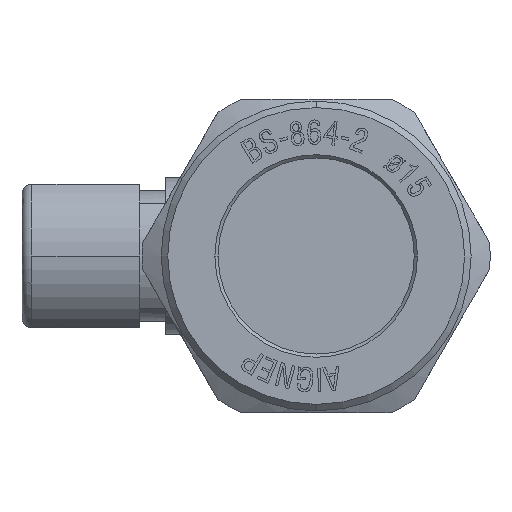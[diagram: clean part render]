
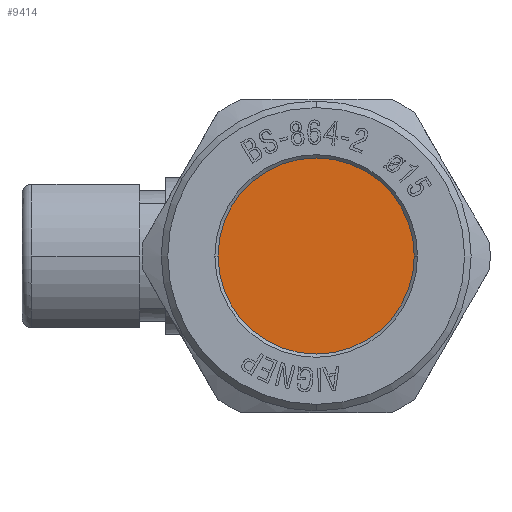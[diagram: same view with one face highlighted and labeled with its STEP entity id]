
A CAD part, left-side view. The second image highlights one B-rep face of the part: STEP entity #9414.
In plain terms, the highlighted planar face has unit normal (-1, 0, 0).
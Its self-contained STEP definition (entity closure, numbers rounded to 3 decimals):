
#1228 = EDGE_CURVE ( 'NONE', #58655, #58653, #27991, .T. ) ;
#9414 = ADVANCED_FACE ( 'NONE', ( #38131 ), #13404, .T. ) ;
#13404 = PLANE ( 'NONE',  #17410 ) ;
#13405 = CARTESIAN_POINT ( 'NONE',  ( -26.726, 0., 0. ) ) ;
#13410 = DIRECTION ( 'NONE',  ( -1., 0., 0. ) ) ;
#13411 = DIRECTION ( 'NONE',  ( 0., 0., 1. ) ) ;
#13943 = EDGE_CURVE ( 'NONE', #58653, #58655, #39477, .T. ) ;
#15867 = CARTESIAN_POINT ( 'NONE',  ( -26.726, 0., 0. ) ) ;
#15869 = DIRECTION ( 'NONE',  ( 1., 0., 0. ) ) ;
#15871 = DIRECTION ( 'NONE',  ( 0., 0., 1. ) ) ;
#17410 = AXIS2_PLACEMENT_3D ( 'NONE', #13405, #13410, #13411 ) ;
#20721 = CARTESIAN_POINT ( 'NONE',  ( -26.726, 7.594, 0. ) ) ;
#20727 = CARTESIAN_POINT ( 'NONE',  ( -26.726, -7.594, 0. ) ) ;
#25101 = AXIS2_PLACEMENT_3D ( 'NONE', #51980, #51981, #51982 ) ;
#27991 = CIRCLE ( 'NONE', #25101, 7.594 ) ;
#38131 = FACE_OUTER_BOUND ( 'NONE', #44335, .T. ) ;
#39477 = CIRCLE ( 'NONE', #44954, 7.594 ) ;
#44335 = EDGE_LOOP ( 'NONE', ( #44659, #44660 ) ) ;
#44659 = ORIENTED_EDGE ( 'NONE', *, *, #1228, .F. ) ;
#44660 = ORIENTED_EDGE ( 'NONE', *, *, #13943, .F. ) ;
#44954 = AXIS2_PLACEMENT_3D ( 'NONE', #15867, #15869, #15871 ) ;
#51980 = CARTESIAN_POINT ( 'NONE',  ( -26.726, 0., 0. ) ) ;
#51981 = DIRECTION ( 'NONE',  ( 1., 0., 0. ) ) ;
#51982 = DIRECTION ( 'NONE',  ( 0., 0., 1. ) ) ;
#58653 = VERTEX_POINT ( 'NONE', #20727 ) ;
#58655 = VERTEX_POINT ( 'NONE', #20721 ) ;
